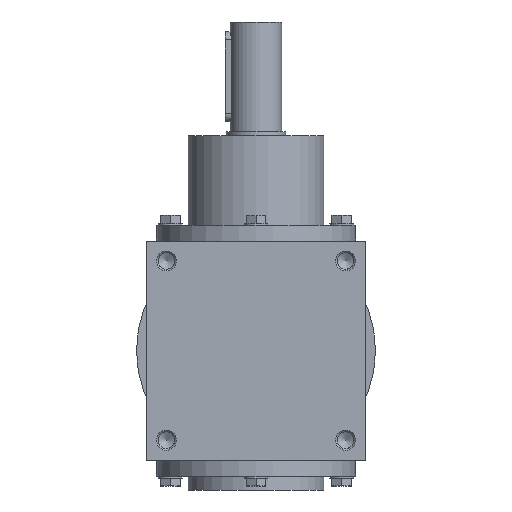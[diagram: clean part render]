
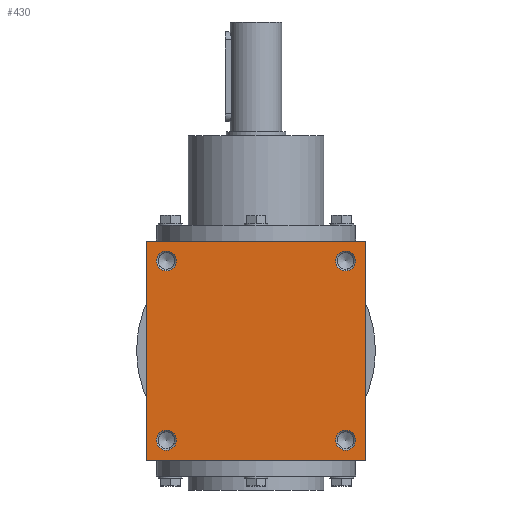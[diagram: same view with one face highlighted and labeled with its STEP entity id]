
A CAD part, left-side view. The second image highlights one B-rep face of the part: STEP entity #430.
In plain terms, the highlighted face is planar.
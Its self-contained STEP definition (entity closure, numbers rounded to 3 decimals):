
#430 = ADVANCED_FACE( '', ( #910, #911, #912, #913, #914 ), #915, .F. );
#910 = FACE_BOUND( '', #1611, .T. );
#911 = FACE_BOUND( '', #1612, .T. );
#912 = FACE_BOUND( '', #1613, .T. );
#913 = FACE_BOUND( '', #1614, .T. );
#914 = FACE_OUTER_BOUND( '', #1615, .T. );
#915 = PLANE( '', #1616 );
#1611 = EDGE_LOOP( '', ( #2375 ) );
#1612 = EDGE_LOOP( '', ( #2376 ) );
#1613 = EDGE_LOOP( '', ( #2377 ) );
#1614 = EDGE_LOOP( '', ( #2378 ) );
#1615 = EDGE_LOOP( '', ( #2379, #2380, #2381, #2382 ) );
#1616 = AXIS2_PLACEMENT_3D( '', #2383, #2384, #2385 );
#2375 = ORIENTED_EDGE( '', *, *, #3615, .F. );
#2376 = ORIENTED_EDGE( '', *, *, #3633, .T. );
#2377 = ORIENTED_EDGE( '', *, *, #3634, .F. );
#2378 = ORIENTED_EDGE( '', *, *, #3613, .T. );
#2379 = ORIENTED_EDGE( '', *, *, #3542, .F. );
#2380 = ORIENTED_EDGE( '', *, *, #3635, .F. );
#2381 = ORIENTED_EDGE( '', *, *, #3636, .F. );
#2382 = ORIENTED_EDGE( '', *, *, #3630, .F. );
#2383 = CARTESIAN_POINT( '', ( 0., 0., -55. ) );
#2384 = DIRECTION( '', ( 0., 0., 1. ) );
#2385 = DIRECTION( '', ( 1., 0., 0. ) );
#3542 = EDGE_CURVE( '', #4048, #4049, #4050, .T. );
#3613 = EDGE_CURVE( '', #4166, #4166, #4167, .T. );
#3615 = EDGE_CURVE( '', #4169, #4169, #4170, .T. );
#3630 = EDGE_CURVE( '', #4049, #4195, #4196, .T. );
#3633 = EDGE_CURVE( '', #4199, #4199, #4200, .T. );
#3634 = EDGE_CURVE( '', #4201, #4201, #4202, .T. );
#3635 = EDGE_CURVE( '', #4203, #4048, #4204, .T. );
#3636 = EDGE_CURVE( '', #4195, #4203, #4205, .T. );
#4048 = VERTEX_POINT( '', #4757 );
#4049 = VERTEX_POINT( '', #4758 );
#4050 = LINE( '', #4759, #4760 );
#4166 = VERTEX_POINT( '', #4910 );
#4167 = CIRCLE( '', #4911, 5. );
#4169 = VERTEX_POINT( '', #4913 );
#4170 = CIRCLE( '', #4914, 5. );
#4195 = VERTEX_POINT( '', #4939 );
#4196 = LINE( '', #4940, #4941 );
#4199 = VERTEX_POINT( '', #4945 );
#4200 = CIRCLE( '', #4946, 5. );
#4201 = VERTEX_POINT( '', #4947 );
#4202 = CIRCLE( '', #4948, 5. );
#4203 = VERTEX_POINT( '', #4949 );
#4204 = LINE( '', #4950, #4951 );
#4205 = LINE( '', #4952, #4953 );
#4757 = CARTESIAN_POINT( '', ( -55., 55., -55. ) );
#4758 = CARTESIAN_POINT( '', ( -55., -55., -55. ) );
#4759 = CARTESIAN_POINT( '', ( -55., 55., -55. ) );
#4760 = VECTOR( '', #5710, 1000. );
#4910 = CARTESIAN_POINT( '', ( 50., -45., -55. ) );
#4911 = AXIS2_PLACEMENT_3D( '', #5828, #5829, #5830 );
#4913 = CARTESIAN_POINT( '', ( -50., 45., -55. ) );
#4914 = AXIS2_PLACEMENT_3D( '', #5831, #5832, #5833 );
#4939 = CARTESIAN_POINT( '', ( 55., -55., -55. ) );
#4940 = CARTESIAN_POINT( '', ( -55., -55., -55. ) );
#4941 = VECTOR( '', #5867, 1000. );
#4945 = CARTESIAN_POINT( '', ( 50., 45., -55. ) );
#4946 = AXIS2_PLACEMENT_3D( '', #5869, #5870, #5871 );
#4947 = CARTESIAN_POINT( '', ( -50., -45., -55. ) );
#4948 = AXIS2_PLACEMENT_3D( '', #5872, #5873, #5874 );
#4949 = CARTESIAN_POINT( '', ( 55., 55., -55. ) );
#4950 = CARTESIAN_POINT( '', ( 55., 55., -55. ) );
#4951 = VECTOR( '', #5875, 1000. );
#4952 = CARTESIAN_POINT( '', ( 55., -55., -55. ) );
#4953 = VECTOR( '', #5876, 1000. );
#5710 = DIRECTION( '', ( 0., -1., 0. ) );
#5828 = CARTESIAN_POINT( '', ( 45., -45., -55. ) );
#5829 = DIRECTION( '', ( 0., 0., 1. ) );
#5830 = DIRECTION( '', ( 1., 0., 0. ) );
#5831 = CARTESIAN_POINT( '', ( -45., 45., -55. ) );
#5832 = DIRECTION( '', ( 0., 0., -1. ) );
#5833 = DIRECTION( '', ( -1., 0., 0. ) );
#5867 = DIRECTION( '', ( 1., 0., 0. ) );
#5869 = CARTESIAN_POINT( '', ( 45., 45., -55. ) );
#5870 = DIRECTION( '', ( 0., 0., 1. ) );
#5871 = DIRECTION( '', ( 1., 0., 0. ) );
#5872 = CARTESIAN_POINT( '', ( -45., -45., -55. ) );
#5873 = DIRECTION( '', ( 0., 0., -1. ) );
#5874 = DIRECTION( '', ( -1., 0., 0. ) );
#5875 = DIRECTION( '', ( -1., 0., 0. ) );
#5876 = DIRECTION( '', ( 0., 1., 0. ) );
